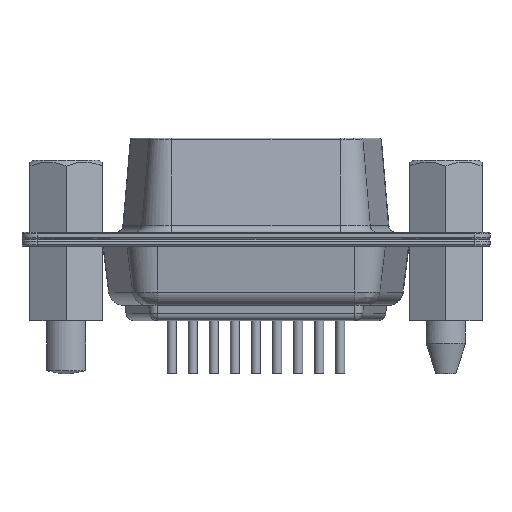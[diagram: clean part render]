
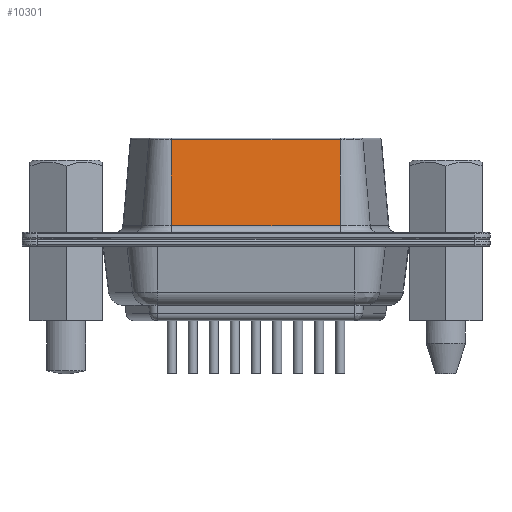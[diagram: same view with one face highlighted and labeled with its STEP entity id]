
A CAD part, front view. The second image highlights one B-rep face of the part: STEP entity #10301.
In plain terms, the highlighted free-form (B-spline) face has degree [1, 1] with [2, 2] control points.
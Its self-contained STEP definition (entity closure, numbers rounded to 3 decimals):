
#10273 = EDGE_CURVE('',#10274,#10276,#10278,.T.);
#10274 = VERTEX_POINT('',#10275);
#10275 = CARTESIAN_POINT('',(-5.487,-4.009,
    15.236));
#10276 = VERTEX_POINT('',#10277);
#10277 = CARTESIAN_POINT('',(-5.487,-4.496,
    9.663));
#10278 = B_SPLINE_CURVE_WITH_KNOTS('',1,(#10279,#10280),.UNSPECIFIED.,
  .F.,.F.,(2,2),(-6.046,-0.452),
  .PIECEWISE_BEZIER_KNOTS.);
#10279 = CARTESIAN_POINT('',(-5.487,-4.009,
    15.236));
#10280 = CARTESIAN_POINT('',(-5.487,-4.496,
    9.663));
#10301 = ADVANCED_FACE('',(#10302),#10324,.T.);
#10302 = FACE_BOUND('',#10303,.T.);
#10303 = EDGE_LOOP('',(#10304,#10313,#10318,#10319));
#10304 = ORIENTED_EDGE('',*,*,#10305,.F.);
#10305 = EDGE_CURVE('',#10306,#10308,#10310,.T.);
#10306 = VERTEX_POINT('',#10307);
#10307 = CARTESIAN_POINT('',(5.475,-4.009,
    15.236));
#10308 = VERTEX_POINT('',#10309);
#10309 = CARTESIAN_POINT('',(5.475,-4.496,
    9.663));
#10310 = B_SPLINE_CURVE_WITH_KNOTS('',1,(#10311,#10312),.UNSPECIFIED.,
  .F.,.F.,(2,2),(-6.046,-0.452),
  .PIECEWISE_BEZIER_KNOTS.);
#10311 = CARTESIAN_POINT('',(5.475,-4.009,
    15.236));
#10312 = CARTESIAN_POINT('',(5.475,-4.496,
    9.663));
#10313 = ORIENTED_EDGE('',*,*,#10314,.T.);
#10314 = EDGE_CURVE('',#10306,#10274,#10315,.T.);
#10315 = B_SPLINE_CURVE_WITH_KNOTS('',1,(#10316,#10317),.UNSPECIFIED.,
  .F.,.F.,(2,2),(0.,10.962),
  .PIECEWISE_BEZIER_KNOTS.);
#10316 = CARTESIAN_POINT('',(5.475,-4.009,
    15.236));
#10317 = CARTESIAN_POINT('',(-5.487,-4.009,
    15.236));
#10318 = ORIENTED_EDGE('',*,*,#10273,.T.);
#10319 = ORIENTED_EDGE('',*,*,#10320,.T.);
#10320 = EDGE_CURVE('',#10276,#10308,#10321,.T.);
#10321 = B_SPLINE_CURVE_WITH_KNOTS('',1,(#10322,#10323),.UNSPECIFIED.,
  .F.,.F.,(2,2),(-10.962,0.),.PIECEWISE_BEZIER_KNOTS.);
#10322 = CARTESIAN_POINT('',(-5.487,-4.496,
    9.663));
#10323 = CARTESIAN_POINT('',(5.475,-4.496,
    9.663));
#10324 = B_SPLINE_SURFACE_WITH_KNOTS('',1,1,(
    (#10325,#10326)
    ,(#10327,#10328
    )),.UNSPECIFIED.,.F.,.F.,.F.,(2,2),(2,2),(-6.046,
    -0.452),(-10.962,0.),
  .PIECEWISE_BEZIER_KNOTS.);
#10325 = CARTESIAN_POINT('',(-5.487,-4.009,
    15.236));
#10326 = CARTESIAN_POINT('',(5.475,-4.009,
    15.236));
#10327 = CARTESIAN_POINT('',(-5.487,-4.496,
    9.663));
#10328 = CARTESIAN_POINT('',(5.475,-4.496,
    9.663));
